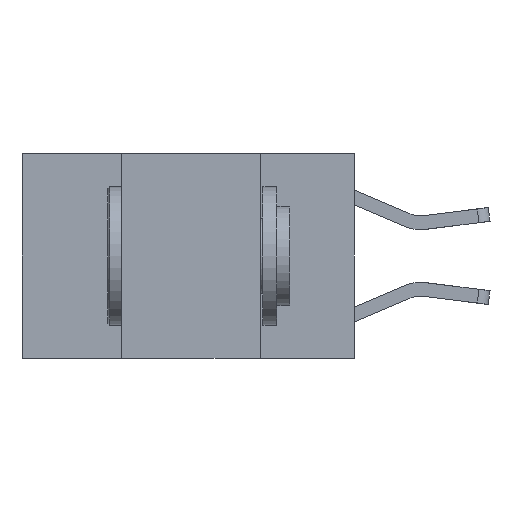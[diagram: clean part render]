
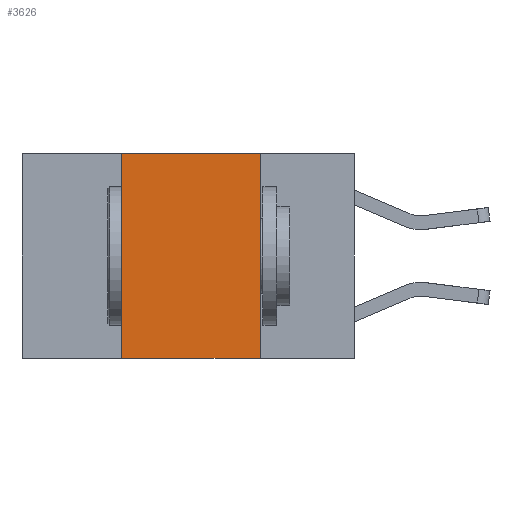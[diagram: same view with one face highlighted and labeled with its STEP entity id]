
A CAD part, left-side view. The second image highlights one B-rep face of the part: STEP entity #3626.
In plain terms, the highlighted planar face has unit normal (-1, 0, 0).
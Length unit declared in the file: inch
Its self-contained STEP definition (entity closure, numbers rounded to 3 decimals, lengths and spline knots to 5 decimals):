
#27 = CARTESIAN_POINT ( 'NONE',  ( 0., 0.42, 0. ) ) ;
#811 = EDGE_LOOP ( 'NONE', ( #5512, #8580, #6390, #4495 ) ) ;
#916 = LINE ( 'NONE', #7124, #6941 ) ;
#1205 = DIRECTION ( 'NONE',  ( 0., 0., 1. ) ) ;
#1353 = CARTESIAN_POINT ( 'NONE',  ( 0., 0.17, 0. ) ) ;
#1465 = AXIS2_PLACEMENT_3D ( 'NONE', #5177, #4221, #1489 ) ;
#1489 = DIRECTION ( 'NONE',  ( 0., 0., -1. ) ) ;
#1528 = LINE ( 'NONE', #1353, #10391 ) ;
#2627 = CARTESIAN_POINT ( 'NONE',  ( 0., 0.17, 0. ) ) ;
#2855 = CARTESIAN_POINT ( 'NONE',  ( 0., 0.17, -0.37 ) ) ;
#3198 = DIRECTION ( 'NONE',  ( 0., 0., -1. ) ) ;
#3517 = VECTOR ( 'NONE', #8448, 39.37008 ) ;
#3626 = ADVANCED_FACE ( 'NONE', ( #8015 ), #5121, .F. ) ;
#3878 = LINE ( 'NONE', #5756, #3517 ) ;
#4020 = CARTESIAN_POINT ( 'NONE',  ( 0., 0.42, 0. ) ) ;
#4060 = EDGE_CURVE ( 'NONE', #5572, #11260, #1528, .T. ) ;
#4221 = DIRECTION ( 'NONE',  ( 1., 0., 0. ) ) ;
#4495 = ORIENTED_EDGE ( 'NONE', *, *, #5589, .T. ) ;
#5121 = PLANE ( 'NONE',  #1465 ) ;
#5177 = CARTESIAN_POINT ( 'NONE',  ( 0., 0.6, 0. ) ) ;
#5485 = CARTESIAN_POINT ( 'NONE',  ( 0., 0.42, -0.37 ) ) ;
#5512 = ORIENTED_EDGE ( 'NONE', *, *, #4060, .F. ) ;
#5572 = VERTEX_POINT ( 'NONE', #2627 ) ;
#5589 = EDGE_CURVE ( 'NONE', #9000, #11260, #916, .T. ) ;
#5756 = CARTESIAN_POINT ( 'NONE',  ( 0., 0.6, 0. ) ) ;
#5926 = LINE ( 'NONE', #27, #8126 ) ;
#6390 = ORIENTED_EDGE ( 'NONE', *, *, #6626, .F. ) ;
#6626 = EDGE_CURVE ( 'NONE', #9000, #11849, #5926, .T. ) ;
#6941 = VECTOR ( 'NONE', #9950, 39.37008 ) ;
#7124 = CARTESIAN_POINT ( 'NONE',  ( 0., 0.6, -0.37 ) ) ;
#8015 = FACE_OUTER_BOUND ( 'NONE', #811, .T. ) ;
#8126 = VECTOR ( 'NONE', #1205, 39.37008 ) ;
#8268 = EDGE_CURVE ( 'NONE', #11849, #5572, #3878, .T. ) ;
#8448 = DIRECTION ( 'NONE',  ( 0., -1., 0. ) ) ;
#8580 = ORIENTED_EDGE ( 'NONE', *, *, #8268, .F. ) ;
#9000 = VERTEX_POINT ( 'NONE', #5485 ) ;
#9950 = DIRECTION ( 'NONE',  ( 0., -1., 0. ) ) ;
#10391 = VECTOR ( 'NONE', #3198, 39.37008 ) ;
#11260 = VERTEX_POINT ( 'NONE', #2855 ) ;
#11849 = VERTEX_POINT ( 'NONE', #4020 ) ;
